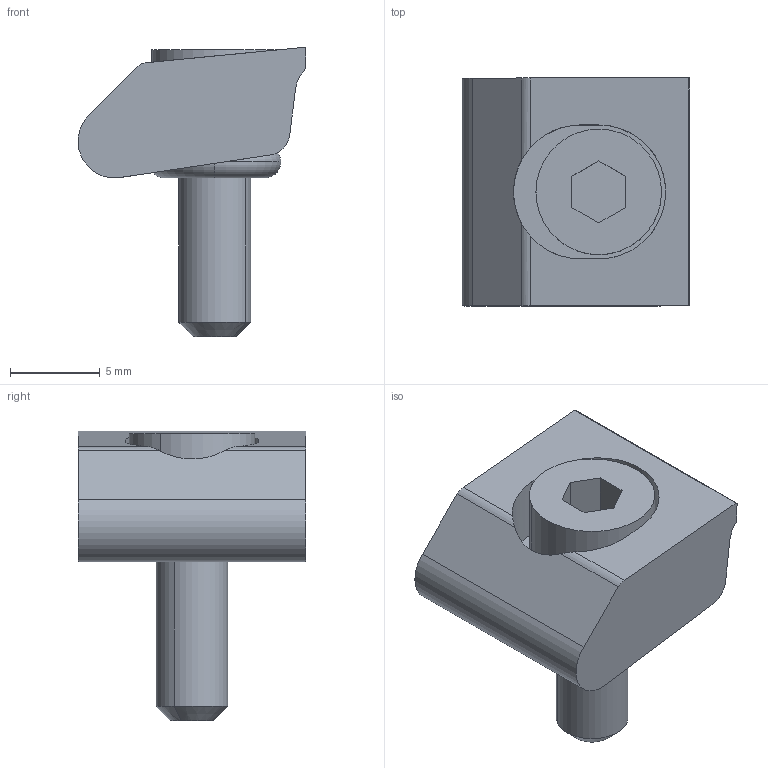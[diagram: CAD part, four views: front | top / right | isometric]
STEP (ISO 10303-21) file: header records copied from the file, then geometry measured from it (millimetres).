
FILE_DESCRIPTION (( 'STEP AP203' ), '1' );
FILE_NAME ('MBSC04TC.STEP', '2024-05-20T07:28:00', ( '' ), ( '' ), 'SwSTEP 2.0', 'SolidWorks 2022', '' );
FILE_SCHEMA (( 'CONFIG_CONTROL_DESIGN' ));
Length unit declared in the file: millimetre
Products named in the file (4): MBSC04TC_01_ﾃﾞﾌｫﾙﾄ; MBSC04TC; MBSC04TC_03_ﾃﾞﾌｫﾙﾄ; MBSC04TC_02_ﾃﾞﾌｫﾙﾄ
Assembly tree (3 placements, depth 2):
  MBSC04TC
    MBSC04TC_01_ﾃﾞﾌｫﾙﾄ
    MBSC04TC_02_ﾃﾞﾌｫﾙﾄ
    MBSC04TC_03_ﾃﾞﾌｫﾙﾄ
Bounding box: 12.69 x 12.7 x 16.13 mm (x, y, z)
Volume: 937.5 mm3; surface area: 1075.9 mm2
Topology: 3 solids, 3 shells, 44 faces, 108 edges, 70 vertices
Faces by surface type: plane 22, cylinder 16, torus 4, cone 2
Entity records: 1728 total; most frequent: CARTESIAN_POINT 256, DIRECTION 236, ORIENTED_EDGE 216, EDGE_CURVE 108, AXIS2_PLACEMENT_3D 86, VERTEX_POINT 70, VECTOR 64, LINE 64
